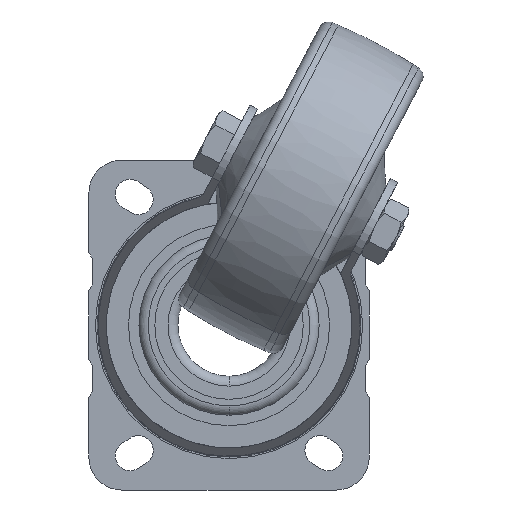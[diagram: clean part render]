
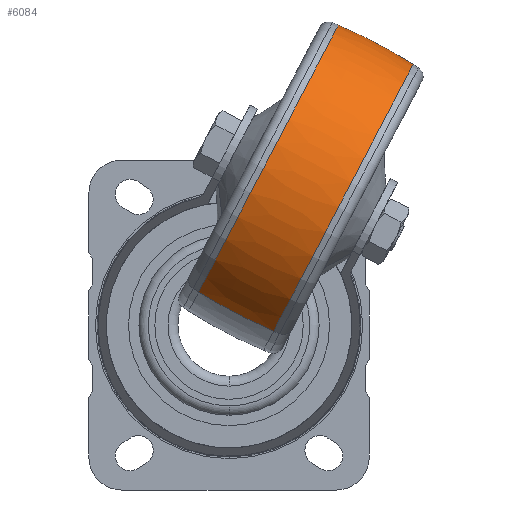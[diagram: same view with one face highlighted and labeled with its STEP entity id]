
A CAD part, front view. The second image highlights one B-rep face of the part: STEP entity #6084.
In plain terms, the highlighted toroidal (fillet/blend) face has major radius 100.55 mm and minor radius 150 mm.
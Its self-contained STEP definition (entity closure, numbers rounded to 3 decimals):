
#1029 = VERTEX_POINT ( 'NONE', #19842 ) ;
#1196 = DIRECTION ( 'NONE',  ( 0., 0., 1. ) ) ;
#1320 = CIRCLE ( 'NONE', #12975, 150. ) ;
#1656 = ORIENTED_EDGE ( 'NONE', *, *, #7343, .T. ) ;
#1740 = TOROIDAL_SURFACE ( 'NONE', #9257, -100.55, 150. ) ;
#2339 = EDGE_CURVE ( 'NONE', #29668, #1029, #8984, .T. ) ;
#3646 = DIRECTION ( 'NONE',  ( 0., 0., -1. ) ) ;
#4429 = DIRECTION ( 'NONE',  ( 0., 1., 0. ) ) ;
#6084 = ADVANCED_FACE ( 'NONE', ( #14206 ), #1740, .T. ) ;
#6994 = DIRECTION ( 'NONE',  ( 0., 0., 1. ) ) ;
#7343 = EDGE_CURVE ( 'NONE', #29668, #16705, #1320, .T. ) ;
#8296 = ORIENTED_EDGE ( 'NONE', *, *, #24324, .F. ) ;
#8625 = DIRECTION ( 'NONE',  ( 0., 0., -1. ) ) ;
#8984 = CIRCLE ( 'NONE', #31829, 48.902 ) ;
#9257 = AXIS2_PLACEMENT_3D ( 'NONE', #16448, #24434, #3646 ) ;
#12375 = DIRECTION ( 'NONE',  ( 1., 0., 0. ) ) ;
#12975 = AXIS2_PLACEMENT_3D ( 'NONE', #19126, #19010, #8625 ) ;
#13478 = EDGE_LOOP ( 'NONE', ( #8296, #23589, #1656, #32399 ) ) ;
#14206 = FACE_OUTER_BOUND ( 'NONE', #13478, .T. ) ;
#14860 = CARTESIAN_POINT ( 'NONE',  ( 12.81, 0., 0. ) ) ;
#15349 = CIRCLE ( 'NONE', #20073, 150. ) ;
#15382 = CIRCLE ( 'NONE', #32458, 48.902 ) ;
#16448 = CARTESIAN_POINT ( 'NONE',  ( 0., 0., 0. ) ) ;
#16705 = VERTEX_POINT ( 'NONE', #23755 ) ;
#17028 = CARTESIAN_POINT ( 'NONE',  ( 0., 0., -100.55 ) ) ;
#17531 = DIRECTION ( 'NONE',  ( 0., 0., -1. ) ) ;
#19010 = DIRECTION ( 'NONE',  ( 0., -1., 0. ) ) ;
#19126 = CARTESIAN_POINT ( 'NONE',  ( 0., 0., 100.55 ) ) ;
#19842 = CARTESIAN_POINT ( 'NONE',  ( -12.81, 0., 48.902 ) ) ;
#20073 = AXIS2_PLACEMENT_3D ( 'NONE', #17028, #4429, #6994 ) ;
#22393 = EDGE_CURVE ( 'NONE', #25961, #16705, #15382, .T. ) ;
#23589 = ORIENTED_EDGE ( 'NONE', *, *, #2339, .F. ) ;
#23755 = CARTESIAN_POINT ( 'NONE',  ( 12.81, 0., -48.902 ) ) ;
#24324 = EDGE_CURVE ( 'NONE', #1029, #25961, #15349, .T. ) ;
#24434 = DIRECTION ( 'NONE',  ( 1., 0., 0. ) ) ;
#25961 = VERTEX_POINT ( 'NONE', #27229 ) ;
#26757 = DIRECTION ( 'NONE',  ( -1., 0., 0. ) ) ;
#26868 = CARTESIAN_POINT ( 'NONE',  ( -12.81, 0., 0. ) ) ;
#27061 = CARTESIAN_POINT ( 'NONE',  ( -12.81, 0., -48.902 ) ) ;
#27229 = CARTESIAN_POINT ( 'NONE',  ( 12.81, 0., 48.902 ) ) ;
#29668 = VERTEX_POINT ( 'NONE', #27061 ) ;
#31829 = AXIS2_PLACEMENT_3D ( 'NONE', #26868, #26757, #1196 ) ;
#32399 = ORIENTED_EDGE ( 'NONE', *, *, #22393, .F. ) ;
#32458 = AXIS2_PLACEMENT_3D ( 'NONE', #14860, #12375, #17531 ) ;
